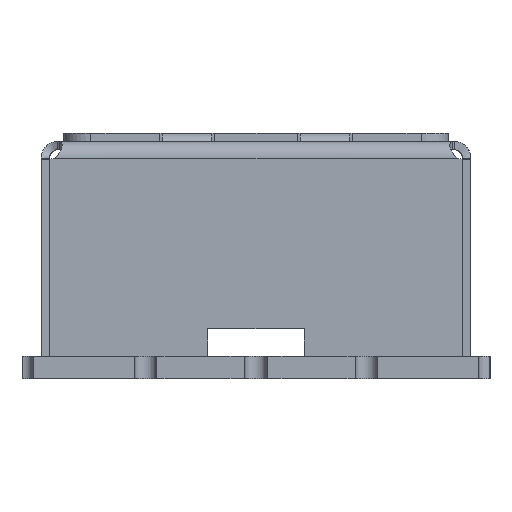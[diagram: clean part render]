
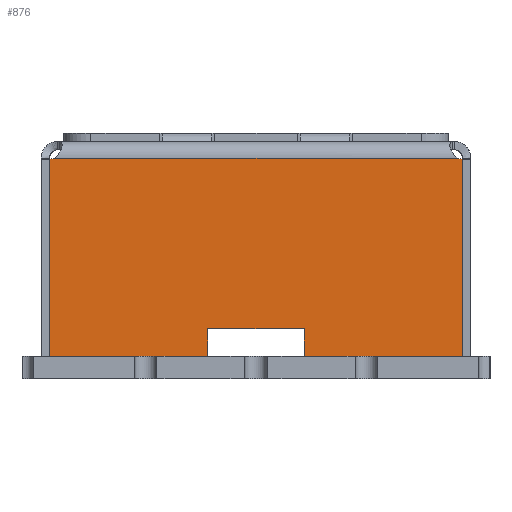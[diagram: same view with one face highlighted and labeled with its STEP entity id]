
A CAD part, left-side view. The second image highlights one B-rep face of the part: STEP entity #876.
In plain terms, the highlighted planar face has unit normal (-1, 0, 0).
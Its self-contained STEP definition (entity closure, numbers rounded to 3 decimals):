
#876=ADVANCED_FACE('',(#6913),#6915,.F.);
#6913=FACE_BOUND('',#6914,.T.);
#6914=EDGE_LOOP('',(#14828,#14829,#14830,#14831,#14832,#14833,#14834,#14835,#14836,
#14837));
#6915=PLANE('',#6916);
#6916=AXIS2_PLACEMENT_3D('',#6917,#6918,#6919);
#6917=CARTESIAN_POINT('',(-11.8,0.,8.613));
#6918=DIRECTION('',(1.,0.,0.));
#6919=DIRECTION('',(0.,0.,-1.));
#14828=ORIENTED_EDGE('',*,*,#18038,.T.);
#14829=ORIENTED_EDGE('',*,*,#18361,.F.);
#14830=ORIENTED_EDGE('',*,*,#18362,.F.);
#14831=ORIENTED_EDGE('',*,*,#18363,.F.);
#14832=ORIENTED_EDGE('',*,*,#18035,.T.);
#14833=ORIENTED_EDGE('',*,*,#18360,.F.);
#14834=ORIENTED_EDGE('',*,*,#18364,.T.);
#14835=ORIENTED_EDGE('',*,*,#18353,.F.);
#14836=ORIENTED_EDGE('',*,*,#18365,.F.);
#14837=ORIENTED_EDGE('',*,*,#18366,.T.);
#18035=EDGE_CURVE('',#20011,#20008,#20012,.T.);
#18038=EDGE_CURVE('',#20016,#20017,#20018,.T.);
#18353=EDGE_CURVE('',#20562,#20564,#20565,.T.);
#18360=EDGE_CURVE('',#20574,#20008,#20576,.T.);
#18361=EDGE_CURVE('',#20577,#20017,#20578,.T.);
#18362=EDGE_CURVE('',#20579,#20577,#20580,.T.);
#18363=EDGE_CURVE('',#20011,#20579,#20581,.T.);
#18364=EDGE_CURVE('',#20574,#20564,#20582,.T.);
#18365=EDGE_CURVE('',#20583,#20562,#20584,.T.);
#18366=EDGE_CURVE('',#20583,#20016,#20585,.T.);
#20008=VERTEX_POINT('',#23348);
#20011=VERTEX_POINT('',#23353);
#20012=LINE('',#23354,#23355);
#20016=VERTEX_POINT('',#23364);
#20017=VERTEX_POINT('',#23365);
#20018=LINE('',#23366,#23367);
#20562=VERTEX_POINT('',#24570);
#20564=VERTEX_POINT('',#24591);
#20565=LINE('',#24592,#24593);
#20574=VERTEX_POINT('',#24658);
#20576=LINE('',#24662,#24663);
#20577=VERTEX_POINT('',#24665);
#20578=LINE('',#24666,#24667);
#20579=VERTEX_POINT('',#24669);
#20580=LINE('',#24670,#24671);
#20581=LINE('',#24673,#24674);
#20582=CIRCLE('',#24676,0.45);
#20583=VERTEX_POINT('',#24680);
#20584=CIRCLE('',#24681,0.45);
#20585=LINE('',#24685,#24686);
#23348=CARTESIAN_POINT('',(-11.8,-7.493,0.813));
#23353=CARTESIAN_POINT('',(-11.8,-1.75,0.813));
#23354=CARTESIAN_POINT('',(-11.8,-1.75,0.813));
#23355=VECTOR('',#23356,1.);
#23356=DIRECTION('',(0.,-1.,0.));
#23364=CARTESIAN_POINT('',(-11.8,7.493,0.813));
#23365=CARTESIAN_POINT('',(-11.8,1.75,0.813));
#23366=CARTESIAN_POINT('',(-11.8,7.493,0.813));
#23367=VECTOR('',#23368,1.);
#23368=DIRECTION('',(0.,-1.,0.));
#24570=CARTESIAN_POINT('',(-11.8,7.316,8.013));
#24591=CARTESIAN_POINT('',(-11.8,-7.316,8.013));
#24592=CARTESIAN_POINT('',(-11.8,7.316,8.013));
#24593=VECTOR('',#24594,1.);
#24594=DIRECTION('',(0.,-1.,0.));
#24658=CARTESIAN_POINT('',(-11.8,-7.493,7.977));
#24662=CARTESIAN_POINT('',(-11.8,-7.493,7.977));
#24663=VECTOR('',#24664,1.);
#24664=DIRECTION('',(0.,0.,-1.));
#24665=CARTESIAN_POINT('',(-11.8,1.75,1.813));
#24666=CARTESIAN_POINT('',(-11.8,1.75,1.813));
#24667=VECTOR('',#24668,1.);
#24668=DIRECTION('',(0.,0.,-1.));
#24669=CARTESIAN_POINT('',(-11.8,-1.75,1.813));
#24670=CARTESIAN_POINT('',(-11.8,-1.75,1.813));
#24671=VECTOR('',#24672,1.);
#24672=DIRECTION('',(0.,1.,0.));
#24673=CARTESIAN_POINT('',(-11.8,-1.75,0.813));
#24674=VECTOR('',#24675,1.);
#24675=DIRECTION('',(0.,0.,1.));
#24676=AXIS2_PLACEMENT_3D('',#24677,#24678,#24679);
#24677=CARTESIAN_POINT('',(-11.8,-7.493,8.427));
#24678=DIRECTION('',(1.,0.,0.));
#24679=DIRECTION('',(0.,0.,-1.));
#24680=CARTESIAN_POINT('',(-11.8,7.493,7.977));
#24681=AXIS2_PLACEMENT_3D('',#24682,#24683,#24684);
#24682=CARTESIAN_POINT('',(-11.8,7.493,8.427));
#24683=DIRECTION('',(-1.,0.,0.));
#24684=DIRECTION('',(0.,0.,-1.));
#24685=CARTESIAN_POINT('',(-11.8,7.493,7.977));
#24686=VECTOR('',#24687,1.);
#24687=DIRECTION('',(0.,0.,-1.));
